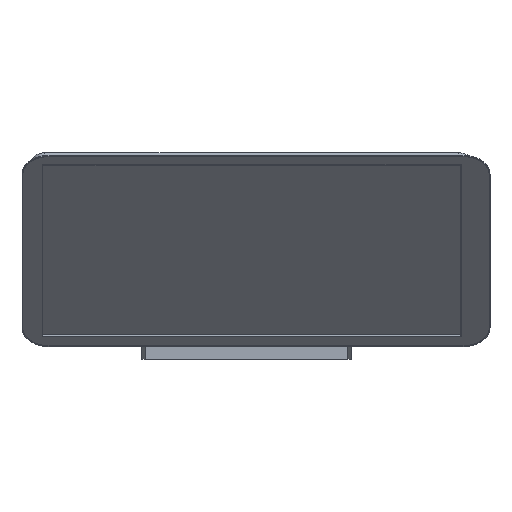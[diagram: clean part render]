
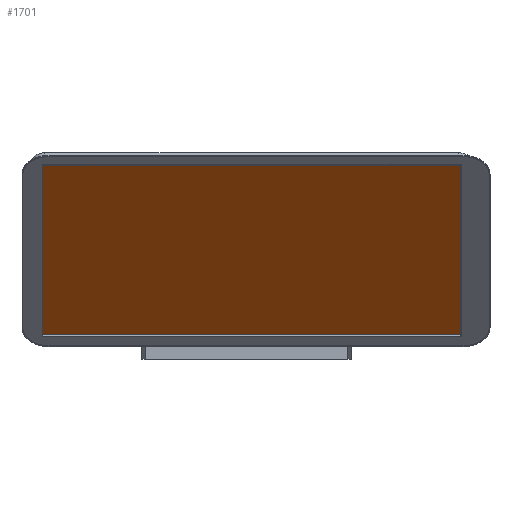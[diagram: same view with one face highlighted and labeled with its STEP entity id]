
A CAD part, top view. The second image highlights one B-rep face of the part: STEP entity #1701.
In plain terms, the highlighted planar face has unit normal (0, -0.707, 0.707).
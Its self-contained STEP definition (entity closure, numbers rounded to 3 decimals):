
#79=FACE_OUTER_BOUND('',#185,.T.);
#185=EDGE_LOOP('',(#1177,#1178,#1179,#1180));
#307=LINE('',#2543,#499);
#310=LINE('',#2548,#502);
#312=LINE('',#2552,#504);
#314=LINE('',#2555,#506);
#499=VECTOR('',#2029,10.);
#502=VECTOR('',#2034,10.);
#504=VECTOR('',#2038,10.);
#506=VECTOR('',#2042,10.);
#739=VERTEX_POINT('',#2541);
#740=VERTEX_POINT('',#2542);
#741=VERTEX_POINT('',#2547);
#742=VERTEX_POINT('',#2551);
#901=EDGE_CURVE('',#739,#740,#307,.T.);
#904=EDGE_CURVE('',#740,#741,#310,.T.);
#906=EDGE_CURVE('',#741,#742,#312,.T.);
#908=EDGE_CURVE('',#742,#739,#314,.T.);
#1177=ORIENTED_EDGE('',*,*,#908,.F.);
#1178=ORIENTED_EDGE('',*,*,#906,.F.);
#1179=ORIENTED_EDGE('',*,*,#904,.F.);
#1180=ORIENTED_EDGE('',*,*,#901,.F.);
#1614=PLANE('',#1832);
#1701=ADVANCED_FACE('',(#79),#1614,.T.);
#1832=AXIS2_PLACEMENT_3D('',#2556,#2043,#2044);
#2029=DIRECTION('',(0.,0.707,0.707));
#2034=DIRECTION('',(1.,0.,0.));
#2038=DIRECTION('',(0.,-0.707,-0.707));
#2042=DIRECTION('',(-1.,0.,0.));
#2043=DIRECTION('center_axis',(0.,-0.707,
0.707));
#2044=DIRECTION('ref_axis',(1.,0.,0.));
#2541=CARTESIAN_POINT('',(-69.5,-171.066,86.92));
#2542=CARTESIAN_POINT('',(-69.5,-44.494,213.492));
#2543=CARTESIAN_POINT('',(-69.5,-75.96,182.026));
#2547=CARTESIAN_POINT('',(239.5,-44.494,213.492));
#2548=CARTESIAN_POINT('',(162.5,-44.494,213.492));
#2551=CARTESIAN_POINT('',(239.5,-171.066,86.92));
#2552=CARTESIAN_POINT('',(239.5,-139.6,118.387));
#2555=CARTESIAN_POINT('',(7.5,-171.066,86.92));
#2556=CARTESIAN_POINT('Origin',(85.,-107.78,150.206));
